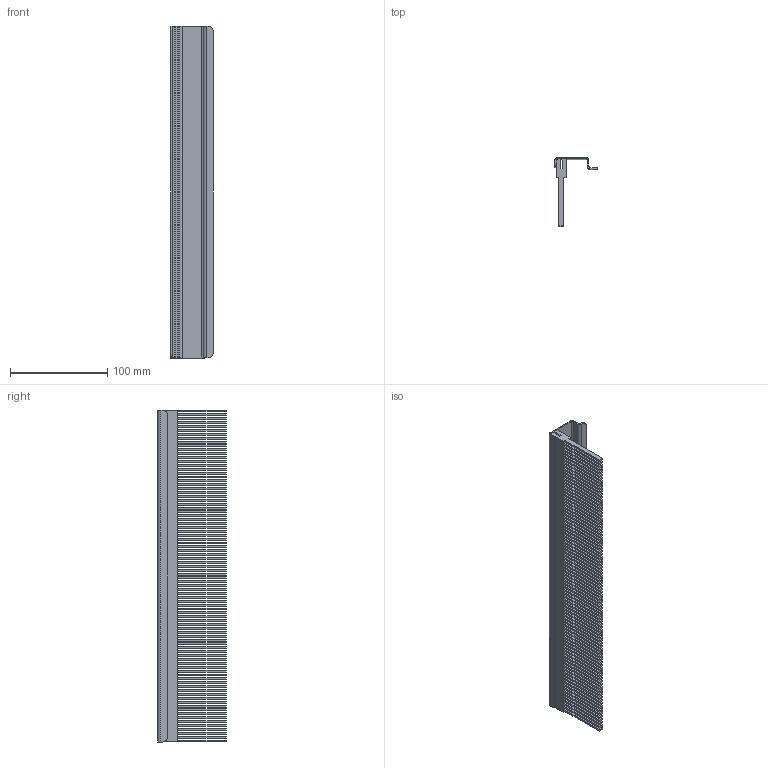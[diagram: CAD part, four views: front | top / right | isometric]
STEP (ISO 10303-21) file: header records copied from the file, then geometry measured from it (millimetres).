
FILE_DESCRIPTION (( 'STEP AP214' ), '1' );
FILE_NAME ('923.601.STEP', '2024-09-18T10:20:52', ( '' ), ( '' ), 'SwSTEP 2.0', 'SolidWorks 2021', '' );
FILE_SCHEMA (( 'AUTOMOTIVE_DESIGN' ));
Length unit declared in the file: millimetre
Products named in the file (3): Ùåòêà W600; 923.601; 923.600.001
Assembly tree (2 placements, depth 2):
  923.601
    923.600.001
    Ùåòêà W600
Bounding box: 43.5 x 70.5 x 342 mm (x, y, z)
Volume: 125627.2 mm3; surface area: 137398.6 mm2
Topology: 2 solids, 2 shells, 734 faces, 1826 edges, 1096 vertices
Faces by surface type: plane 718, cylinder 16
Entity records: 21034 total; most frequent: CARTESIAN_POINT 3661, ORIENTED_EDGE 3652, DIRECTION 3336, EDGE_CURVE 1826, VECTOR 1794, LINE 1794, VERTEX_POINT 1096, AXIS2_PLACEMENT_3D 771
